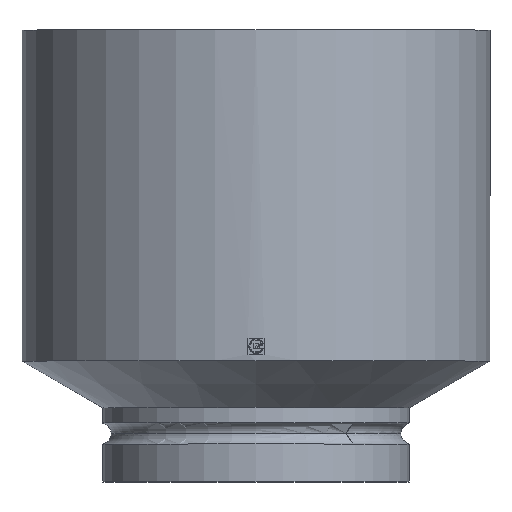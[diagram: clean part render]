
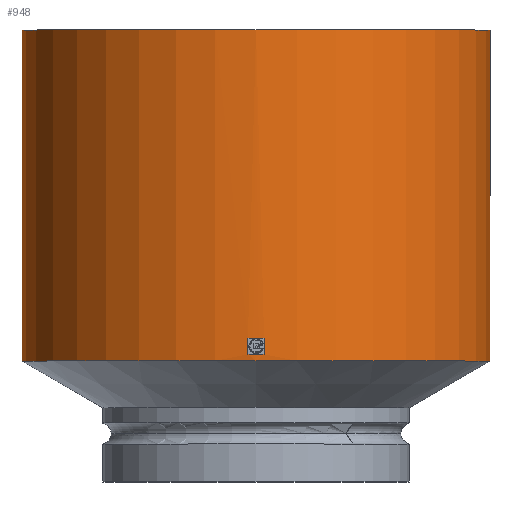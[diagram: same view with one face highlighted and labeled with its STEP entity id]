
A CAD part, top view. The second image highlights one B-rep face of the part: STEP entity #948.
In plain terms, the highlighted cylindrical face has radius 72.5 mm (diameter 145 mm), a partial arc.
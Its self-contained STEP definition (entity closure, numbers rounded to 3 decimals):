
#13 = CARTESIAN_POINT ( 'NONE',  ( -2.5, 39.434, 72.457 ) ) ;
#35 = VERTEX_POINT ( 'NONE', #1263 ) ;
#38 = EDGE_LOOP ( 'NONE', ( #169, #1205, #110, #1551 ) ) ;
#48 = DIRECTION ( 'NONE',  ( 0., -1., 0. ) ) ;
#68 = AXIS2_PLACEMENT_3D ( 'NONE', #1640, #423, #840 ) ;
#109 = CARTESIAN_POINT ( 'NONE',  ( 0., 37.434, 0. ) ) ;
#110 = ORIENTED_EDGE ( 'NONE', *, *, #114, .F. ) ;
#114 = EDGE_CURVE ( 'NONE', #1292, #618, #645, .T. ) ;
#169 = ORIENTED_EDGE ( 'NONE', *, *, #1307, .F. ) ;
#234 = CARTESIAN_POINT ( 'NONE',  ( 2.5, 39.434, 72.457 ) ) ;
#246 = CIRCLE ( 'NONE', #563, 72.5 ) ;
#270 = DIRECTION ( 'NONE',  ( 0., -1., 0. ) ) ;
#279 = CARTESIAN_POINT ( 'NONE',  ( 2.5, 39.434, 72.457 ) ) ;
#288 = EDGE_CURVE ( 'NONE', #618, #564, #1492, .T. ) ;
#290 = VERTEX_POINT ( 'NONE', #1306 ) ;
#292 = ORIENTED_EDGE ( 'NONE', *, *, #1323, .T. ) ;
#356 = DIRECTION ( 'NONE',  ( -0.034, 0., 0.999 ) ) ;
#396 = DIRECTION ( 'NONE',  ( 0., -1., 0. ) ) ;
#418 = DIRECTION ( 'NONE',  ( 1., 0., 0. ) ) ;
#421 = CIRCLE ( 'NONE', #1157, 72.5 ) ;
#423 = DIRECTION ( 'NONE',  ( 0., -1., 0. ) ) ;
#477 = DIRECTION ( 'NONE',  ( 0., -1., 0. ) ) ;
#478 = VECTOR ( 'NONE', #861, 1000. ) ;
#489 = CARTESIAN_POINT ( 'NONE',  ( -2.5, 44.409, 72.457 ) ) ;
#553 = FACE_OUTER_BOUND ( 'NONE', #575, .T. ) ;
#563 = AXIS2_PLACEMENT_3D ( 'NONE', #945, #396, #418 ) ;
#564 = VERTEX_POINT ( 'NONE', #489 ) ;
#566 = EDGE_CURVE ( 'NONE', #1491, #290, #1293, .T. ) ;
#575 = EDGE_LOOP ( 'NONE', ( #292, #690, #1225, #1305 ) ) ;
#618 = VERTEX_POINT ( 'NONE', #1406 ) ;
#645 = LINE ( 'NONE', #234, #1126 ) ;
#690 = ORIENTED_EDGE ( 'NONE', *, *, #566, .T. ) ;
#698 = FACE_BOUND ( 'NONE', #38, .T. ) ;
#840 = DIRECTION ( 'NONE',  ( 1., 0., 0. ) ) ;
#851 = LINE ( 'NONE', #999, #478 ) ;
#861 = DIRECTION ( 'NONE',  ( 0., -1., 0. ) ) ;
#885 = VECTOR ( 'NONE', #1489, 1000. ) ;
#896 = EDGE_CURVE ( 'NONE', #1292, #1665, #1725, .T. ) ;
#938 = AXIS2_PLACEMENT_3D ( 'NONE', #1399, #48, #356 ) ;
#945 = CARTESIAN_POINT ( 'NONE',  ( 0., 140., 0. ) ) ;
#948 = ADVANCED_FACE ( 'NONE', ( #698, #553 ), #1094, .T. ) ;
#961 = DIRECTION ( 'NONE',  ( 0., -1., 0. ) ) ;
#965 = AXIS2_PLACEMENT_3D ( 'NONE', #1484, #961, #1229 ) ;
#999 = CARTESIAN_POINT ( 'NONE',  ( 72.5, 2.042, 0. ) ) ;
#1094 = CYLINDRICAL_SURFACE ( 'NONE', #68, 72.5 ) ;
#1126 = VECTOR ( 'NONE', #1592, 1000. ) ;
#1157 = AXIS2_PLACEMENT_3D ( 'NONE', #109, #270, #1745 ) ;
#1176 = CARTESIAN_POINT ( 'NONE',  ( 72.5, 37.434, 0. ) ) ;
#1205 = ORIENTED_EDGE ( 'NONE', *, *, #288, .F. ) ;
#1225 = ORIENTED_EDGE ( 'NONE', *, *, #1312, .F. ) ;
#1229 = DIRECTION ( 'NONE',  ( -0.034, 0., 0.999 ) ) ;
#1239 = VERTEX_POINT ( 'NONE', #1176 ) ;
#1263 = CARTESIAN_POINT ( 'NONE',  ( 72.5, 140., 0. ) ) ;
#1292 = VERTEX_POINT ( 'NONE', #279 ) ;
#1293 = LINE ( 'NONE', #1690, #1667 ) ;
#1305 = ORIENTED_EDGE ( 'NONE', *, *, #1413, .F. ) ;
#1306 = CARTESIAN_POINT ( 'NONE',  ( -72.5, 37.434, 0. ) ) ;
#1307 = EDGE_CURVE ( 'NONE', #564, #1665, #1631, .T. ) ;
#1312 = EDGE_CURVE ( 'NONE', #1239, #290, #421, .T. ) ;
#1323 = EDGE_CURVE ( 'NONE', #35, #1491, #246, .T. ) ;
#1399 = CARTESIAN_POINT ( 'NONE',  ( 0., 44.409, 0. ) ) ;
#1406 = CARTESIAN_POINT ( 'NONE',  ( 2.5, 44.409, 72.457 ) ) ;
#1413 = EDGE_CURVE ( 'NONE', #35, #1239, #851, .T. ) ;
#1484 = CARTESIAN_POINT ( 'NONE',  ( 0., 39.434, 0. ) ) ;
#1489 = DIRECTION ( 'NONE',  ( 0., -1., 0. ) ) ;
#1491 = VERTEX_POINT ( 'NONE', #1679 ) ;
#1492 = CIRCLE ( 'NONE', #938, 72.5 ) ;
#1551 = ORIENTED_EDGE ( 'NONE', *, *, #896, .T. ) ;
#1592 = DIRECTION ( 'NONE',  ( 0., 1., 0. ) ) ;
#1631 = LINE ( 'NONE', #1645, #885 ) ;
#1640 = CARTESIAN_POINT ( 'NONE',  ( 0., 2.042, 0. ) ) ;
#1645 = CARTESIAN_POINT ( 'NONE',  ( -2.5, 44.409, 72.457 ) ) ;
#1665 = VERTEX_POINT ( 'NONE', #13 ) ;
#1667 = VECTOR ( 'NONE', #477, 1000. ) ;
#1679 = CARTESIAN_POINT ( 'NONE',  ( -72.5, 140., 0. ) ) ;
#1690 = CARTESIAN_POINT ( 'NONE',  ( -72.5, 2.042, 0. ) ) ;
#1725 = CIRCLE ( 'NONE', #965, 72.5 ) ;
#1745 = DIRECTION ( 'NONE',  ( 1., 0., 0. ) ) ;
